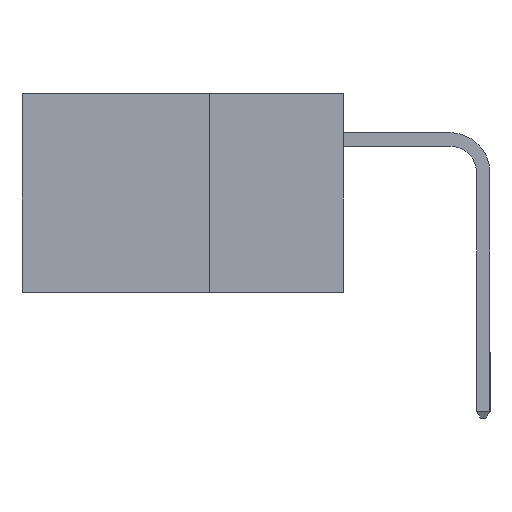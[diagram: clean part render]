
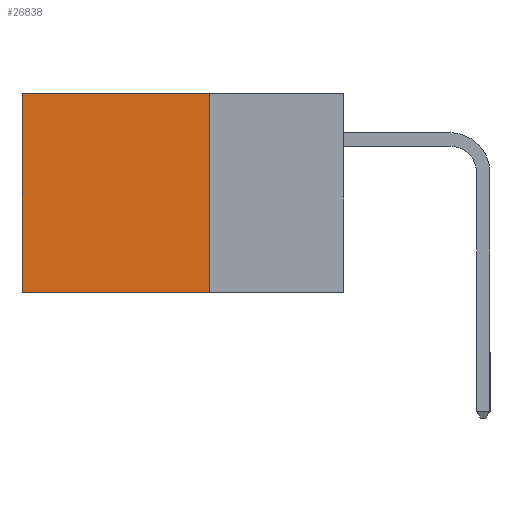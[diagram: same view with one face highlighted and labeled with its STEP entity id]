
A CAD part, left-side view. The second image highlights one B-rep face of the part: STEP entity #26838.
In plain terms, the highlighted planar face has unit normal (-1, 0, 0).
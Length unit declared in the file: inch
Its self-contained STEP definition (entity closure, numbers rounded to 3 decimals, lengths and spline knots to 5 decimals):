
#1392 = VECTOR ( 'NONE', #16396, 39.37008 ) ;
#2023 = DIRECTION ( 'NONE',  ( 1., 0., 0. ) ) ;
#3251 = ORIENTED_EDGE ( 'NONE', *, *, #8634, .T. ) ;
#3623 = LINE ( 'NONE', #18774, #8545 ) ;
#3802 = LINE ( 'NONE', #24993, #24658 ) ;
#4459 = VERTEX_POINT ( 'NONE', #24735 ) ;
#5568 = CARTESIAN_POINT ( 'NONE',  ( 0.298, 0.25, 0. ) ) ;
#5879 = AXIS2_PLACEMENT_3D ( 'NONE', #14673, #2023, #16765 ) ;
#6230 = DIRECTION ( 'NONE',  ( 0., 0., -1. ) ) ;
#8545 = VECTOR ( 'NONE', #6230, 39.37008 ) ;
#8591 = EDGE_LOOP ( 'NONE', ( #3251, #21430, #12569, #11096 ) ) ;
#8634 = EDGE_CURVE ( 'NONE', #22135, #4459, #18809, .T. ) ;
#9409 = FACE_OUTER_BOUND ( 'NONE', #8591, .T. ) ;
#10207 = LINE ( 'NONE', #5568, #15162 ) ;
#10429 = PLANE ( 'NONE',  #5879 ) ;
#11096 = ORIENTED_EDGE ( 'NONE', *, *, #19112, .T. ) ;
#11900 = DIRECTION ( 'NONE',  ( 0., 1., 0. ) ) ;
#12569 = ORIENTED_EDGE ( 'NONE', *, *, #17102, .F. ) ;
#14154 = EDGE_CURVE ( 'NONE', #19719, #4459, #3802, .T. ) ;
#14291 = VERTEX_POINT ( 'NONE', #19257 ) ;
#14673 = CARTESIAN_POINT ( 'NONE',  ( 0.298, 0.25, 0. ) ) ;
#14757 = DIRECTION ( 'NONE',  ( 0., 1., 0. ) ) ;
#15162 = VECTOR ( 'NONE', #11900, 39.37008 ) ;
#16319 = CARTESIAN_POINT ( 'NONE',  ( 0.298, 0.6, 0. ) ) ;
#16396 = DIRECTION ( 'NONE',  ( 0., 0., -1. ) ) ;
#16765 = DIRECTION ( 'NONE',  ( 0., 0., -1. ) ) ;
#17102 = EDGE_CURVE ( 'NONE', #14291, #19719, #3623, .T. ) ;
#18774 = CARTESIAN_POINT ( 'NONE',  ( 0.298, 0.25, 0. ) ) ;
#18809 = LINE ( 'NONE', #16319, #1392 ) ;
#19112 = EDGE_CURVE ( 'NONE', #14291, #22135, #10207, .T. ) ;
#19257 = CARTESIAN_POINT ( 'NONE',  ( 0.298, 0.25, 0. ) ) ;
#19719 = VERTEX_POINT ( 'NONE', #19976 ) ;
#19976 = CARTESIAN_POINT ( 'NONE',  ( 0.298, 0.25, -0.37 ) ) ;
#21430 = ORIENTED_EDGE ( 'NONE', *, *, #14154, .F. ) ;
#22135 = VERTEX_POINT ( 'NONE', #27012 ) ;
#24658 = VECTOR ( 'NONE', #14757, 39.37008 ) ;
#24735 = CARTESIAN_POINT ( 'NONE',  ( 0.298, 0.6, -0.37 ) ) ;
#24993 = CARTESIAN_POINT ( 'NONE',  ( 0.298, 0.25, -0.37 ) ) ;
#26838 = ADVANCED_FACE ( 'NONE', ( #9409 ), #10429, .F. ) ;
#27012 = CARTESIAN_POINT ( 'NONE',  ( 0.298, 0.6, 0. ) ) ;
